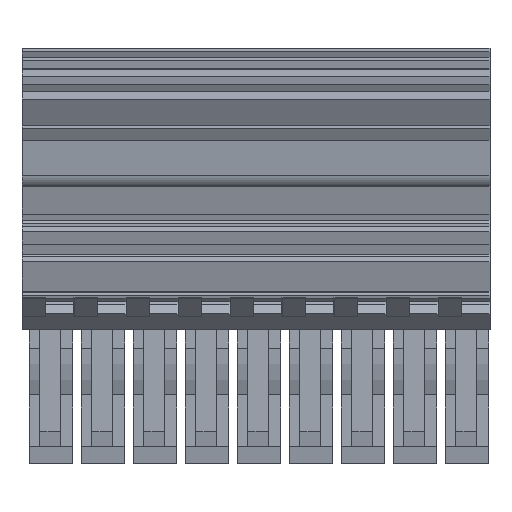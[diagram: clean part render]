
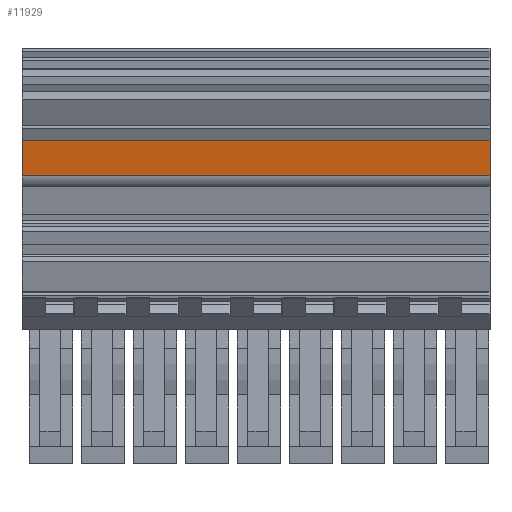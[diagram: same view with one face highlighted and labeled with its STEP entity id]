
A CAD part, front view. The second image highlights one B-rep face of the part: STEP entity #11929.
In plain terms, the highlighted planar face has unit normal (0, -0.989, -0.149).
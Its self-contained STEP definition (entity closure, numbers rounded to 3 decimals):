
#11916=AXIS2_PLACEMENT_3D('Plane Axis2P3D',#11913,#11914,#11915) ;
#2098=CARTESIAN_POINT('Vertex',(0.,0.531,28.227)) ;
#2101=CARTESIAN_POINT('Line Origine',(0.,0.265,29.988)) ;
#2105=CARTESIAN_POINT('Vertex',(0.,0.,31.75)) ;
#2922=CARTESIAN_POINT('Vertex',(45.9,0.,31.75)) ;
#2925=CARTESIAN_POINT('Line Origine',(45.9,0.265,29.988)) ;
#2929=CARTESIAN_POINT('Vertex',(45.9,0.531,28.227)) ;
#11901=CARTESIAN_POINT('Line Origine',(22.95,0.531,28.227)) ;
#11913=CARTESIAN_POINT('Axis2P3D Location',(45.9,0.087,31.176)) ;
#11918=CARTESIAN_POINT('Line Origine',(22.95,0.,31.75)) ;
#2102=DIRECTION('Vector Direction',(0.,-0.149,0.989)) ;
#2926=DIRECTION('Vector Direction',(0.,-0.149,0.989)) ;
#11902=DIRECTION('Vector Direction',(1.,0.,0.)) ;
#11914=DIRECTION('Axis2P3D Direction',(-0.,0.989,0.149)) ;
#11915=DIRECTION('Axis2P3D XDirection',(0.,-0.149,0.989)) ;
#11919=DIRECTION('Vector Direction',(-1.,0.,0.)) ;
#2103=VECTOR('Line Direction',#2102,1.) ;
#2927=VECTOR('Line Direction',#2926,1.) ;
#11903=VECTOR('Line Direction',#11902,1.) ;
#11920=VECTOR('Line Direction',#11919,1.) ;
#11924=ORIENTED_EDGE('',*,*,#11922,.T.) ;
#11925=ORIENTED_EDGE('',*,*,#2107,.T.) ;
#11926=ORIENTED_EDGE('',*,*,#11905,.F.) ;
#11927=ORIENTED_EDGE('',*,*,#2931,.F.) ;
#11929=ADVANCED_FACE('V1',(#11928),#11917,.F.) ;
#2107=EDGE_CURVE('',#2106,#2099,#2104,.F.) ;
#2931=EDGE_CURVE('',#2923,#2930,#2928,.F.) ;
#11905=EDGE_CURVE('',#2930,#2099,#11904,.F.) ;
#11922=EDGE_CURVE('',#2923,#2106,#11921,.T.) ;
#11923=EDGE_LOOP('',(#11924,#11925,#11926,#11927)) ;
#11928=FACE_OUTER_BOUND('',#11923,.T.) ;
#2104=LINE('Line',#2101,#2103) ;
#2928=LINE('Line',#2925,#2927) ;
#11904=LINE('Line',#11901,#11903) ;
#11921=LINE('Line',#11918,#11920) ;
#11917=PLANE('',#11916) ;
#2099=VERTEX_POINT('',#2098) ;
#2106=VERTEX_POINT('',#2105) ;
#2923=VERTEX_POINT('',#2922) ;
#2930=VERTEX_POINT('',#2929) ;
